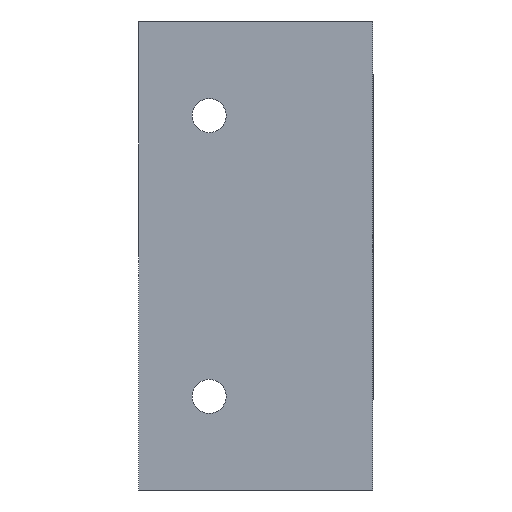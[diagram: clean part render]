
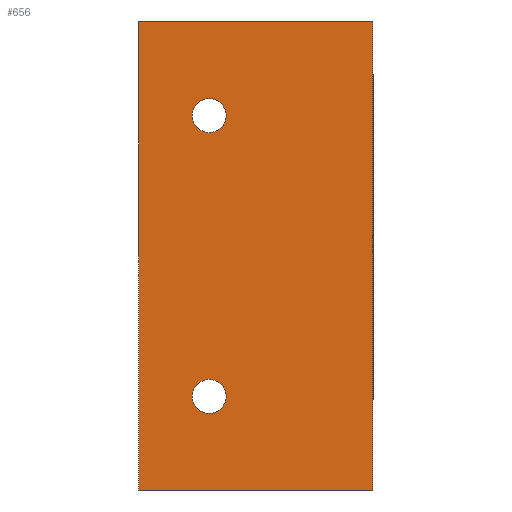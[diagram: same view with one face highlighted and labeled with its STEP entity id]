
A CAD part, left-side view. The second image highlights one B-rep face of the part: STEP entity #656.
In plain terms, the highlighted planar face has unit normal (-1, 0, 0).
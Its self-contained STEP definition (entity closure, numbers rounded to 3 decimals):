
#178 = EDGE_CURVE('',#179,#181,#183,.T.);
#179 = VERTEX_POINT('',#180);
#180 = CARTESIAN_POINT('',(-96.25,12.,-20.));
#181 = VERTEX_POINT('',#182);
#182 = CARTESIAN_POINT('',(-96.25,-8.,-20.));
#183 = LINE('',#184,#185);
#184 = CARTESIAN_POINT('',(-96.25,0.,-20.));
#185 = VECTOR('',#186,1.);
#186 = DIRECTION('',(0.,-1.,0.));
#292 = VERTEX_POINT('',#293);
#293 = CARTESIAN_POINT('',(-96.25,12.,20.));
#299 = EDGE_CURVE('',#292,#300,#302,.T.);
#300 = VERTEX_POINT('',#301);
#301 = CARTESIAN_POINT('',(-96.25,-8.,20.));
#302 = LINE('',#303,#304);
#303 = CARTESIAN_POINT('',(-96.25,0.,20.));
#304 = VECTOR('',#305,1.);
#305 = DIRECTION('',(0.,-1.,0.));
#322 = EDGE_CURVE('',#300,#181,#323,.T.);
#323 = LINE('',#324,#325);
#324 = CARTESIAN_POINT('',(-96.25,-8.,20.));
#325 = VECTOR('',#326,1.);
#326 = DIRECTION('',(0.,0.,-1.));
#656 = ADVANCED_FACE('',(#657,#668,#679),#690,.T.);
#657 = FACE_BOUND('',#658,.T.);
#658 = EDGE_LOOP('',(#659,#660,#666,#667));
#659 = ORIENTED_EDGE('',*,*,#299,.F.);
#660 = ORIENTED_EDGE('',*,*,#661,.F.);
#661 = EDGE_CURVE('',#179,#292,#662,.T.);
#662 = LINE('',#663,#664);
#663 = CARTESIAN_POINT('',(-96.25,12.,-20.));
#664 = VECTOR('',#665,1.);
#665 = DIRECTION('',(0.,0.,1.));
#666 = ORIENTED_EDGE('',*,*,#178,.T.);
#667 = ORIENTED_EDGE('',*,*,#322,.F.);
#668 = FACE_BOUND('',#669,.T.);
#669 = EDGE_LOOP('',(#670));
#670 = ORIENTED_EDGE('',*,*,#671,.F.);
#671 = EDGE_CURVE('',#672,#672,#674,.T.);
#672 = VERTEX_POINT('',#673);
#673 = CARTESIAN_POINT('',(-96.25,7.45,12.));
#674 = CIRCLE('',#675,1.45);
#675 = AXIS2_PLACEMENT_3D('',#676,#677,#678);
#676 = CARTESIAN_POINT('',(-96.25,6.,12.));
#677 = DIRECTION('',(-1.,0.,0.));
#678 = DIRECTION('',(0.,1.,0.));
#679 = FACE_BOUND('',#680,.T.);
#680 = EDGE_LOOP('',(#681));
#681 = ORIENTED_EDGE('',*,*,#682,.F.);
#682 = EDGE_CURVE('',#683,#683,#685,.T.);
#683 = VERTEX_POINT('',#684);
#684 = CARTESIAN_POINT('',(-96.25,7.45,-12.));
#685 = CIRCLE('',#686,1.45);
#686 = AXIS2_PLACEMENT_3D('',#687,#688,#689);
#687 = CARTESIAN_POINT('',(-96.25,6.,-12.));
#688 = DIRECTION('',(-1.,0.,0.));
#689 = DIRECTION('',(0.,1.,0.));
#690 = PLANE('',#691);
#691 = AXIS2_PLACEMENT_3D('',#692,#693,#694);
#692 = CARTESIAN_POINT('',(-96.25,2.,0.));
#693 = DIRECTION('',(-1.,0.,0.));
#694 = DIRECTION('',(0.,1.,0.));
